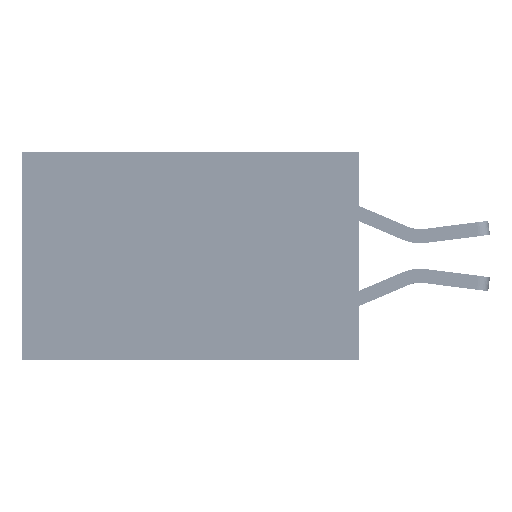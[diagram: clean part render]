
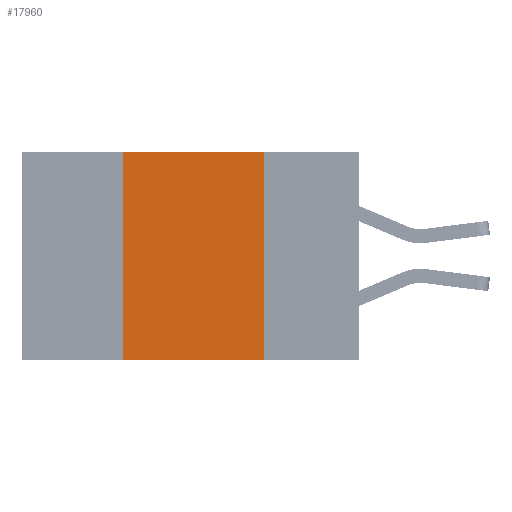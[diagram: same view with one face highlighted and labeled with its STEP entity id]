
A CAD part, left-side view. The second image highlights one B-rep face of the part: STEP entity #17960.
In plain terms, the highlighted planar face has unit normal (-1, 0, 0).
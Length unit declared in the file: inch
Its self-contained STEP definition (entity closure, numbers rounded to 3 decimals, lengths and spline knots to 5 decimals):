
#245 = EDGE_CURVE ( 'NONE', #40847, #12569, #1610, .T. ) ;
#1610 = LINE ( 'NONE', #39167, #15979 ) ;
#1640 = CARTESIAN_POINT ( 'NONE',  ( 0., 0.6, -0.37 ) ) ;
#3468 = CARTESIAN_POINT ( 'NONE',  ( 0., 0.6, 0. ) ) ;
#7795 = VECTOR ( 'NONE', #12745, 39.37008 ) ;
#7874 = EDGE_CURVE ( 'NONE', #12569, #47059, #36916, .T. ) ;
#10433 = EDGE_LOOP ( 'NONE', ( #39301, #13938, #26194, #40952 ) ) ;
#11491 = FACE_OUTER_BOUND ( 'NONE', #10433, .T. ) ;
#12569 = VERTEX_POINT ( 'NONE', #25620 ) ;
#12745 = DIRECTION ( 'NONE',  ( 0., 0., -1. ) ) ;
#12856 = AXIS2_PLACEMENT_3D ( 'NONE', #40612, #15339, #44220 ) ;
#13760 = CARTESIAN_POINT ( 'NONE',  ( 0., 0.17, -0.37 ) ) ;
#13938 = ORIENTED_EDGE ( 'NONE', *, *, #7874, .F. ) ;
#15339 = DIRECTION ( 'NONE',  ( 1., 0., 0. ) ) ;
#15979 = VECTOR ( 'NONE', #16298, 39.37008 ) ;
#16298 = DIRECTION ( 'NONE',  ( 0., 0., 1. ) ) ;
#17960 = ADVANCED_FACE ( 'NONE', ( #11491 ), #22315, .F. ) ;
#21510 = DIRECTION ( 'NONE',  ( 0., -1., 0. ) ) ;
#22315 = PLANE ( 'NONE',  #12856 ) ;
#22685 = VECTOR ( 'NONE', #31005, 39.37008 ) ;
#23069 = LINE ( 'NONE', #1640, #22685 ) ;
#24962 = EDGE_CURVE ( 'NONE', #47059, #40825, #26952, .T. ) ;
#25620 = CARTESIAN_POINT ( 'NONE',  ( 0., 0.42, 0. ) ) ;
#26194 = ORIENTED_EDGE ( 'NONE', *, *, #245, .F. ) ;
#26952 = LINE ( 'NONE', #45708, #7795 ) ;
#28430 = CARTESIAN_POINT ( 'NONE',  ( 0., 0.42, -0.37 ) ) ;
#31005 = DIRECTION ( 'NONE',  ( 0., -1., 0. ) ) ;
#32387 = VECTOR ( 'NONE', #21510, 39.37008 ) ;
#36916 = LINE ( 'NONE', #3468, #32387 ) ;
#39167 = CARTESIAN_POINT ( 'NONE',  ( 0., 0.42, 0. ) ) ;
#39301 = ORIENTED_EDGE ( 'NONE', *, *, #24962, .F. ) ;
#39378 = CARTESIAN_POINT ( 'NONE',  ( 0., 0.17, 0. ) ) ;
#40612 = CARTESIAN_POINT ( 'NONE',  ( 0., 0.6, 0. ) ) ;
#40825 = VERTEX_POINT ( 'NONE', #13760 ) ;
#40847 = VERTEX_POINT ( 'NONE', #28430 ) ;
#40952 = ORIENTED_EDGE ( 'NONE', *, *, #46384, .T. ) ;
#44220 = DIRECTION ( 'NONE',  ( 0., 0., -1. ) ) ;
#45708 = CARTESIAN_POINT ( 'NONE',  ( 0., 0.17, 0. ) ) ;
#46384 = EDGE_CURVE ( 'NONE', #40847, #40825, #23069, .T. ) ;
#47059 = VERTEX_POINT ( 'NONE', #39378 ) ;
